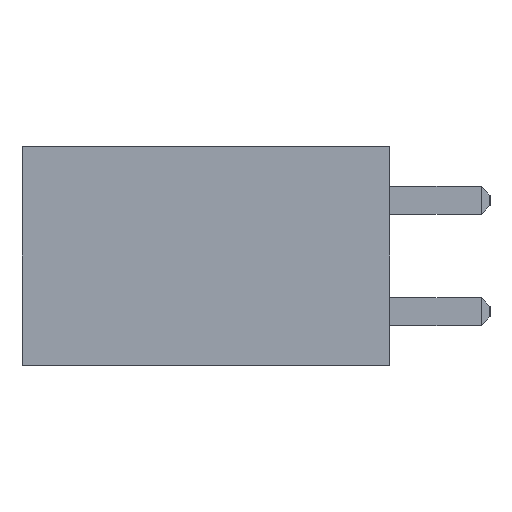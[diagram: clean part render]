
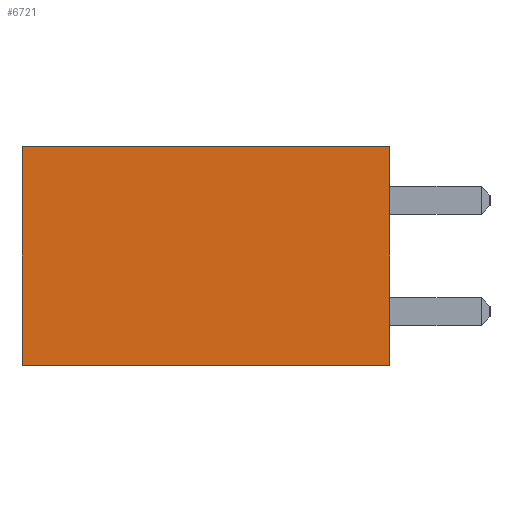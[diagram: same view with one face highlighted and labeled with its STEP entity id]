
A CAD part, left-side view. The second image highlights one B-rep face of the part: STEP entity #6721.
In plain terms, the highlighted planar face has unit normal (-1, 0, 0).
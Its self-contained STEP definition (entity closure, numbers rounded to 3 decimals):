
#502 = LINE ( 'NONE', #6693, #11630 ) ;
#1050 = VERTEX_POINT ( 'NONE', #7427 ) ;
#2035 = LINE ( 'NONE', #15723, #14815 ) ;
#2167 = CARTESIAN_POINT ( 'NONE',  ( -1.395, 8.4, 2.5 ) ) ;
#2407 = DIRECTION ( 'NONE',  ( 1., 0., 0. ) ) ;
#2524 = VERTEX_POINT ( 'NONE', #8670 ) ;
#2827 = ORIENTED_EDGE ( 'NONE', *, *, #7248, .T. ) ;
#3160 = FACE_OUTER_BOUND ( 'NONE', #13048, .T. ) ;
#3560 = CARTESIAN_POINT ( 'NONE',  ( -1.395, 8.4, 2.5 ) ) ;
#4612 = VERTEX_POINT ( 'NONE', #2167 ) ;
#4616 = DIRECTION ( 'NONE',  ( 0., -1., 0. ) ) ;
#5275 = EDGE_CURVE ( 'NONE', #13462, #1050, #7485, .T. ) ;
#5307 = ORIENTED_EDGE ( 'NONE', *, *, #15675, .F. ) ;
#6106 = DIRECTION ( 'NONE',  ( 0., 0., 1. ) ) ;
#6693 = CARTESIAN_POINT ( 'NONE',  ( -1.395, 0., 2.5 ) ) ;
#6708 = AXIS2_PLACEMENT_3D ( 'NONE', #16017, #2407, #14700 ) ;
#6721 = ADVANCED_FACE ( 'NONE', ( #3160 ), #8108, .F. ) ;
#7248 = EDGE_CURVE ( 'NONE', #1050, #2524, #502, .T. ) ;
#7427 = CARTESIAN_POINT ( 'NONE',  ( -1.395, 0., -2.5 ) ) ;
#7485 = LINE ( 'NONE', #13606, #11064 ) ;
#8108 = PLANE ( 'NONE',  #6708 ) ;
#8670 = CARTESIAN_POINT ( 'NONE',  ( -1.395, 0., 2.5 ) ) ;
#9731 = DIRECTION ( 'NONE',  ( 0., -1., 0. ) ) ;
#10117 = EDGE_CURVE ( 'NONE', #4612, #2524, #2035, .T. ) ;
#10257 = ORIENTED_EDGE ( 'NONE', *, *, #5275, .T. ) ;
#10703 = DIRECTION ( 'NONE',  ( 0., 0., 1. ) ) ;
#11064 = VECTOR ( 'NONE', #9731, 1000. ) ;
#11630 = VECTOR ( 'NONE', #10703, 1000. ) ;
#12299 = LINE ( 'NONE', #3560, #15488 ) ;
#13048 = EDGE_LOOP ( 'NONE', ( #2827, #14360, #5307, #10257 ) ) ;
#13462 = VERTEX_POINT ( 'NONE', #15215 ) ;
#13606 = CARTESIAN_POINT ( 'NONE',  ( -1.395, 8.4, -2.5 ) ) ;
#14360 = ORIENTED_EDGE ( 'NONE', *, *, #10117, .F. ) ;
#14700 = DIRECTION ( 'NONE',  ( 0., 0., -1. ) ) ;
#14815 = VECTOR ( 'NONE', #4616, 1000. ) ;
#15215 = CARTESIAN_POINT ( 'NONE',  ( -1.395, 8.4, -2.5 ) ) ;
#15488 = VECTOR ( 'NONE', #6106, 1000. ) ;
#15675 = EDGE_CURVE ( 'NONE', #13462, #4612, #12299, .T. ) ;
#15723 = CARTESIAN_POINT ( 'NONE',  ( -1.395, 8.4, 2.5 ) ) ;
#16017 = CARTESIAN_POINT ( 'NONE',  ( -1.395, 8.4, 2.5 ) ) ;
